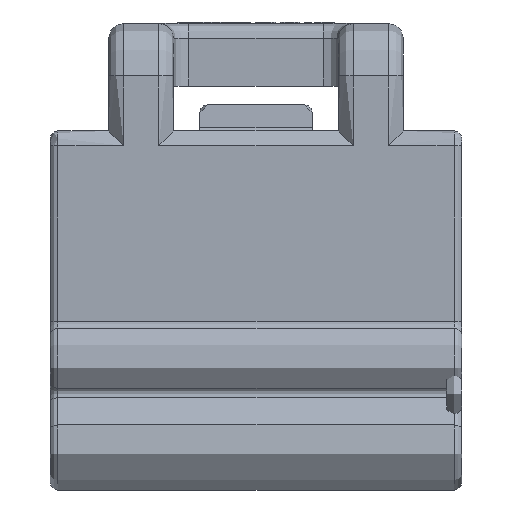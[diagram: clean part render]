
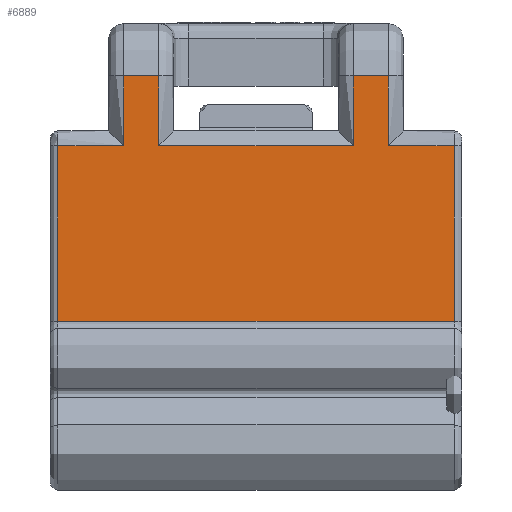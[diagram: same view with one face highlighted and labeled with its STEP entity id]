
A CAD part, front view. The second image highlights one B-rep face of the part: STEP entity #6889.
In plain terms, the highlighted planar face has unit normal (0, -1, 0).
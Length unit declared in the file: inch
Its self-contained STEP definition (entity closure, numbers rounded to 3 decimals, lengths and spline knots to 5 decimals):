
#504 = CARTESIAN_POINT ( 'NONE',  ( 0.18933, 0.35032, 1.14844 ) ) ;
#541 = DIRECTION ( 'NONE',  ( 0., 0., -1. ) ) ;
#555 = CARTESIAN_POINT ( 'NONE',  ( 0.71933, 0.35032, 0.91356 ) ) ;
#727 = EDGE_CURVE ( 'NONE', #12212, #14317, #13150, .T. ) ;
#787 = EDGE_CURVE ( 'NONE', #6431, #9010, #11663, .T. ) ;
#864 = LINE ( 'NONE', #8952, #11843 ) ;
#909 = ORIENTED_EDGE ( 'NONE', *, *, #787, .T. ) ;
#979 = VECTOR ( 'NONE', #2217, 39.37008 ) ;
#1183 = LINE ( 'NONE', #4472, #9407 ) ;
#1336 = VERTEX_POINT ( 'NONE', #7694 ) ;
#1608 = VERTEX_POINT ( 'NONE', #8143 ) ;
#1772 = ORIENTED_EDGE ( 'NONE', *, *, #11799, .T. ) ;
#1826 = CARTESIAN_POINT ( 'NONE',  ( 0.58433, 0.35032, 1.14844 ) ) ;
#1986 = DIRECTION ( 'NONE',  ( 0., 0., 1. ) ) ;
#2152 = VECTOR ( 'NONE', #14755, 39.37008 ) ;
#2217 = DIRECTION ( 'NONE',  ( 1., 0., 0. ) ) ;
#2363 = ORIENTED_EDGE ( 'NONE', *, *, #14253, .T. ) ;
#2438 = LINE ( 'NONE', #11861, #14135 ) ;
#2532 = ORIENTED_EDGE ( 'NONE', *, *, #12952, .T. ) ;
#2749 = EDGE_CURVE ( 'NONE', #1608, #6431, #3211, .T. ) ;
#2838 = LINE ( 'NONE', #13652, #979 ) ;
#2872 = CARTESIAN_POINT ( 'NONE',  ( 0.27733, 0.35032, 1.24182 ) ) ;
#2958 = ORIENTED_EDGE ( 'NONE', *, *, #9585, .T. ) ;
#3098 = VECTOR ( 'NONE', #9859, 39.37008 ) ;
#3154 = DIRECTION ( 'NONE',  ( -1., 0., 0. ) ) ;
#3211 = LINE ( 'NONE', #10410, #13082 ) ;
#3252 = LINE ( 'NONE', #14413, #14045 ) ;
#3567 = EDGE_CURVE ( 'NONE', #14317, #13551, #2838, .T. ) ;
#3929 = CARTESIAN_POINT ( 'NONE',  ( 0.58433, 0.35032, 1.24182 ) ) ;
#3997 = CARTESIAN_POINT ( 'NONE',  ( 0.18933, 0.35032, 1.14094 ) ) ;
#4322 = CARTESIAN_POINT ( 'NONE',  ( 0.45433, 0.35032, 1.24182 ) ) ;
#4472 = CARTESIAN_POINT ( 'NONE',  ( 0.72992, 0.35032, 1.14844 ) ) ;
#4595 = DIRECTION ( 'NONE',  ( -1., 0., 0. ) ) ;
#4797 = VERTEX_POINT ( 'NONE', #2872 ) ;
#5300 = VECTOR ( 'NONE', #11277, 39.37008 ) ;
#5658 = DIRECTION ( 'NONE',  ( -1., 0., 0. ) ) ;
#6003 = DIRECTION ( 'NONE',  ( 0., 0., -1. ) ) ;
#6011 = ORIENTED_EDGE ( 'NONE', *, *, #12745, .T. ) ;
#6235 = ORIENTED_EDGE ( 'NONE', *, *, #13109, .T. ) ;
#6304 = VERTEX_POINT ( 'NONE', #1826 ) ;
#6358 = VERTEX_POINT ( 'NONE', #15108 ) ;
#6431 = VERTEX_POINT ( 'NONE', #14251 ) ;
#6567 = VECTOR ( 'NONE', #1986, 39.37008 ) ;
#6781 = ORIENTED_EDGE ( 'NONE', *, *, #3567, .T. ) ;
#6889 = ADVANCED_FACE ( 'NONE', ( #7140 ), #10335, .F. ) ;
#6922 = CARTESIAN_POINT ( 'NONE',  ( 0.72992, 0.35032, 1.14094 ) ) ;
#7140 = FACE_OUTER_BOUND ( 'NONE', #14444, .T. ) ;
#7401 = CARTESIAN_POINT ( 'NONE',  ( 0.32433, 0.35032, 1.24182 ) ) ;
#7626 = LINE ( 'NONE', #7942, #8166 ) ;
#7694 = CARTESIAN_POINT ( 'NONE',  ( 0.32433, 0.35032, 1.24182 ) ) ;
#7942 = CARTESIAN_POINT ( 'NONE',  ( 0.45433, 0.35032, 1.24182 ) ) ;
#8143 = CARTESIAN_POINT ( 'NONE',  ( 0.71933, 0.35032, 1.14844 ) ) ;
#8166 = VECTOR ( 'NONE', #9123, 39.37008 ) ;
#8209 = LINE ( 'NONE', #7401, #10030 ) ;
#8714 = LINE ( 'NONE', #4322, #2152 ) ;
#8952 = CARTESIAN_POINT ( 'NONE',  ( 0.72992, 0.35032, 1.14844 ) ) ;
#9010 = VERTEX_POINT ( 'NONE', #10454 ) ;
#9123 = DIRECTION ( 'NONE',  ( -1., 0., 0. ) ) ;
#9253 = DIRECTION ( 'NONE',  ( 1., 0., 0. ) ) ;
#9304 = DIRECTION ( 'NONE',  ( 0., 1., 0. ) ) ;
#9407 = VECTOR ( 'NONE', #5658, 39.37008 ) ;
#9585 = EDGE_CURVE ( 'NONE', #4797, #11959, #2438, .T. ) ;
#9678 = LINE ( 'NONE', #11187, #5300 ) ;
#9859 = DIRECTION ( 'NONE',  ( 0., 0., -1. ) ) ;
#9911 = CARTESIAN_POINT ( 'NONE',  ( 0.63133, 0.35032, 1.23702 ) ) ;
#10030 = VECTOR ( 'NONE', #11896, 39.37008 ) ;
#10335 = PLANE ( 'NONE',  #11049 ) ;
#10393 = CARTESIAN_POINT ( 'NONE',  ( 0.18933, 0.35032, 0.91356 ) ) ;
#10410 = CARTESIAN_POINT ( 'NONE',  ( 0.72992, 0.35032, 1.14844 ) ) ;
#10454 = CARTESIAN_POINT ( 'NONE',  ( 0.63133, 0.35032, 1.24182 ) ) ;
#10843 = EDGE_CURVE ( 'NONE', #13551, #1608, #9678, .T. ) ;
#11049 = AXIS2_PLACEMENT_3D ( 'NONE', #6922, #9304, #9253 ) ;
#11187 = CARTESIAN_POINT ( 'NONE',  ( 0.71933, 0.35032, 1.14094 ) ) ;
#11198 = EDGE_CURVE ( 'NONE', #6358, #1336, #8209, .T. ) ;
#11277 = DIRECTION ( 'NONE',  ( 0., 0., 1. ) ) ;
#11611 = CARTESIAN_POINT ( 'NONE',  ( 0.27733, 0.35032, 1.14844 ) ) ;
#11663 = LINE ( 'NONE', #9911, #6567 ) ;
#11799 = EDGE_CURVE ( 'NONE', #6304, #6358, #864, .T. ) ;
#11843 = VECTOR ( 'NONE', #3154, 39.37008 ) ;
#11861 = CARTESIAN_POINT ( 'NONE',  ( 0.27733, 0.35032, 1.23702 ) ) ;
#11896 = DIRECTION ( 'NONE',  ( 0., 0., 1. ) ) ;
#11908 = ORIENTED_EDGE ( 'NONE', *, *, #727, .T. ) ;
#11959 = VERTEX_POINT ( 'NONE', #11611 ) ;
#12212 = VERTEX_POINT ( 'NONE', #504 ) ;
#12630 = ORIENTED_EDGE ( 'NONE', *, *, #10843, .T. ) ;
#12745 = EDGE_CURVE ( 'NONE', #13970, #6304, #3252, .T. ) ;
#12952 = EDGE_CURVE ( 'NONE', #1336, #4797, #8714, .T. ) ;
#13082 = VECTOR ( 'NONE', #4595, 39.37008 ) ;
#13109 = EDGE_CURVE ( 'NONE', #9010, #13970, #7626, .T. ) ;
#13150 = LINE ( 'NONE', #3997, #3098 ) ;
#13551 = VERTEX_POINT ( 'NONE', #555 ) ;
#13652 = CARTESIAN_POINT ( 'NONE',  ( 0.72992, 0.35032, 0.91356 ) ) ;
#13926 = ORIENTED_EDGE ( 'NONE', *, *, #11198, .T. ) ;
#13970 = VERTEX_POINT ( 'NONE', #3929 ) ;
#14045 = VECTOR ( 'NONE', #541, 39.37008 ) ;
#14135 = VECTOR ( 'NONE', #6003, 39.37008 ) ;
#14251 = CARTESIAN_POINT ( 'NONE',  ( 0.63133, 0.35032, 1.14844 ) ) ;
#14253 = EDGE_CURVE ( 'NONE', #11959, #12212, #1183, .T. ) ;
#14317 = VERTEX_POINT ( 'NONE', #10393 ) ;
#14413 = CARTESIAN_POINT ( 'NONE',  ( 0.58433, 0.35032, 1.14812 ) ) ;
#14444 = EDGE_LOOP ( 'NONE', ( #2363, #11908, #6781, #12630, #14568, #909, #6235, #6011, #1772, #13926, #2532, #2958 ) ) ;
#14568 = ORIENTED_EDGE ( 'NONE', *, *, #2749, .T. ) ;
#14755 = DIRECTION ( 'NONE',  ( -1., 0., 0. ) ) ;
#15108 = CARTESIAN_POINT ( 'NONE',  ( 0.32433, 0.35032, 1.14844 ) ) ;
